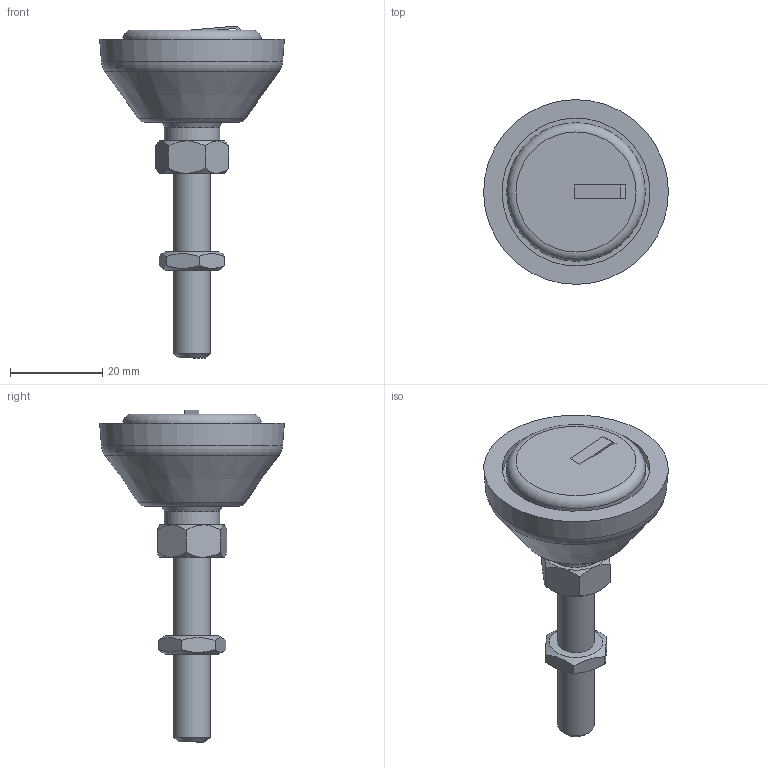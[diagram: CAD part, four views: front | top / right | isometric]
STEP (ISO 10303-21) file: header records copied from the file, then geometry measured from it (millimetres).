
FILE_DESCRIPTION(/* description */ (''),/* implementation_level */ '2;1');
FILE_NAME(/* name */ '22750_KriTec Stellfuss_PA_40_M8x40_elektrisch_leitend_inkl_Gummieinsatz.stp',/* time_stamp */ '2017-09-06T11:37:37+02:00',/* author */ ('kostic'),/* organization */ (''),/* preprocessor_version */ 'ST-DEVELOPER v16.1',/* originating_system */ 'Autodesk Inventor 2016',/* authorisation */ '');
FILE_SCHEMA (('AUTOMOTIVE_DESIGN { 1 0 10303 214 3 1 1 }'));
Length unit declared in the file: millimetre
Products named in the file (8): 22636_KriTec_Gummieinsatz_40_fuer_Stellfuss_PA_ZN_40; 22750_KriTec_elektrischer_Leitkontakt; Fussteller PA 40; Gewindestange Stellfuß PA-40 M8x40; Stellfuß PA-40 M8x40 Inventor 2011; ISO 4035 - M8ISO 04; 22635_KriTec_Stellfuss_PA_40_M8x40; 22750_KriTec Stellfuss_PA_40_M8x40_elektrisch_leitend_inkl_Gummieinsa
tz
Assembly tree (7 placements, depth 4):
  22750_KriTec Stellfuss_PA_40_M8x40_elektrisch_leitend_inkl_Gummieinsa
tz
    22636_KriTec_Gummieinsatz_40_fuer_Stellfuss_PA_ZN_40
    22750_KriTec_elektrischer_Leitkontakt
    22635_KriTec_Stellfuss_PA_40_M8x40
      Stellfuß PA-40 M8x40 Inventor 2011
        Fussteller PA 40
        Gewindestange Stellfuß PA-40 M8x40
      ISO 4035 - M8ISO 04
Bounding box: 40 x 40 x 71.87 mm (x, y, z)
Volume: 23116.7 mm3; surface area: 9402 mm2
Topology: 5 solids, 5 shells, 75 faces, 150 edges, 94 vertices
Faces by surface type: plane 40, cone 21, cylinder 8, torus 4, sphere 2
Full cylindrical faces by diameter (mm): 6.647 x1, 8 x1, 12 x1, 15 x3, 30 x1, 32 x1
Entity records: 1956 total; most frequent: CARTESIAN_POINT 370, DIRECTION 312, ORIENTED_EDGE 240, AXIS2_PLACEMENT_3D 138, EDGE_CURVE 120, EDGE_LOOP 110, VERTEX_POINT 88, ADVANCED_FACE 75
